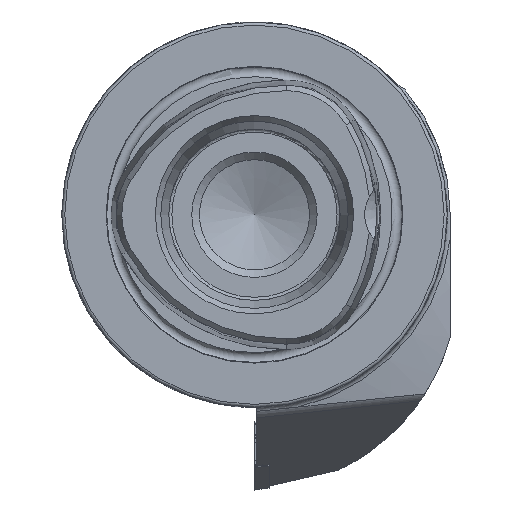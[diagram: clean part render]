
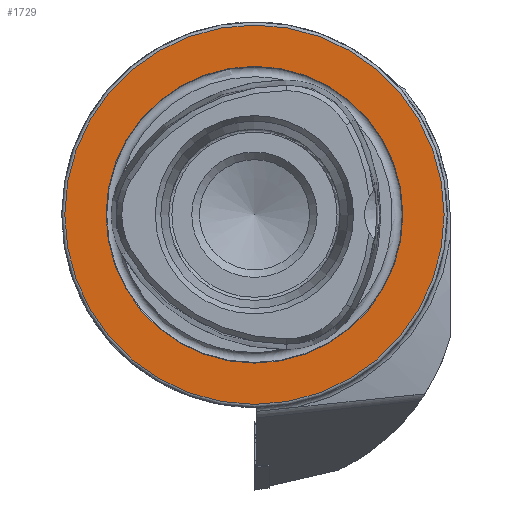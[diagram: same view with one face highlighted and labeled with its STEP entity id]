
A CAD part, left-side view. The second image highlights one B-rep face of the part: STEP entity #1729.
In plain terms, the highlighted planar face has unit normal (-1, 0, 0).
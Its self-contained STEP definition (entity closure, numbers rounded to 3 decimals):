
#393 = CIRCLE ( 'NONE', #2986, 24.25 ) ;
#424 = AXIS2_PLACEMENT_3D ( 'NONE', #425, #945, #3437 ) ;
#425 = CARTESIAN_POINT ( 'NONE',  ( 0., -24.25, 0. ) ) ;
#447 = CIRCLE ( 'NONE', #2980, 31. ) ;
#945 = DIRECTION ( 'NONE',  ( 1., 0., 0. ) ) ;
#1020 = FACE_BOUND ( 'NONE', #2496, .T. ) ;
#1396 = DIRECTION ( 'NONE',  ( -1., 0., 0. ) ) ;
#1425 = EDGE_CURVE ( 'NONE', #6443, #6443, #447, .T. ) ;
#1605 = EDGE_LOOP ( 'NONE', ( #5470 ) ) ;
#1729 = ADVANCED_FACE ( 'NONE', ( #1020, #6330 ), #5540, .F. ) ;
#2077 = DIRECTION ( 'NONE',  ( 0., 0., 1. ) ) ;
#2496 = EDGE_LOOP ( 'NONE', ( #6438 ) ) ;
#2790 = CARTESIAN_POINT ( 'NONE',  ( 0., 0., 31. ) ) ;
#2868 = DIRECTION ( 'NONE',  ( 0., 0., 1. ) ) ;
#2980 = AXIS2_PLACEMENT_3D ( 'NONE', #4425, #1396, #2868 ) ;
#2986 = AXIS2_PLACEMENT_3D ( 'NONE', #4140, #5166, #2077 ) ;
#3088 = EDGE_CURVE ( 'NONE', #3395, #3395, #393, .T. ) ;
#3395 = VERTEX_POINT ( 'NONE', #6322 ) ;
#3437 = DIRECTION ( 'NONE',  ( 0., 0., -1. ) ) ;
#4140 = CARTESIAN_POINT ( 'NONE',  ( 0., 0., 0. ) ) ;
#4425 = CARTESIAN_POINT ( 'NONE',  ( 0., 0., 0. ) ) ;
#5166 = DIRECTION ( 'NONE',  ( -1., 0., 0. ) ) ;
#5470 = ORIENTED_EDGE ( 'NONE', *, *, #1425, .T. ) ;
#5540 = PLANE ( 'NONE',  #424 ) ;
#6322 = CARTESIAN_POINT ( 'NONE',  ( 0., 0., 24.25 ) ) ;
#6330 = FACE_OUTER_BOUND ( 'NONE', #1605, .T. ) ;
#6438 = ORIENTED_EDGE ( 'NONE', *, *, #3088, .F. ) ;
#6443 = VERTEX_POINT ( 'NONE', #2790 ) ;
